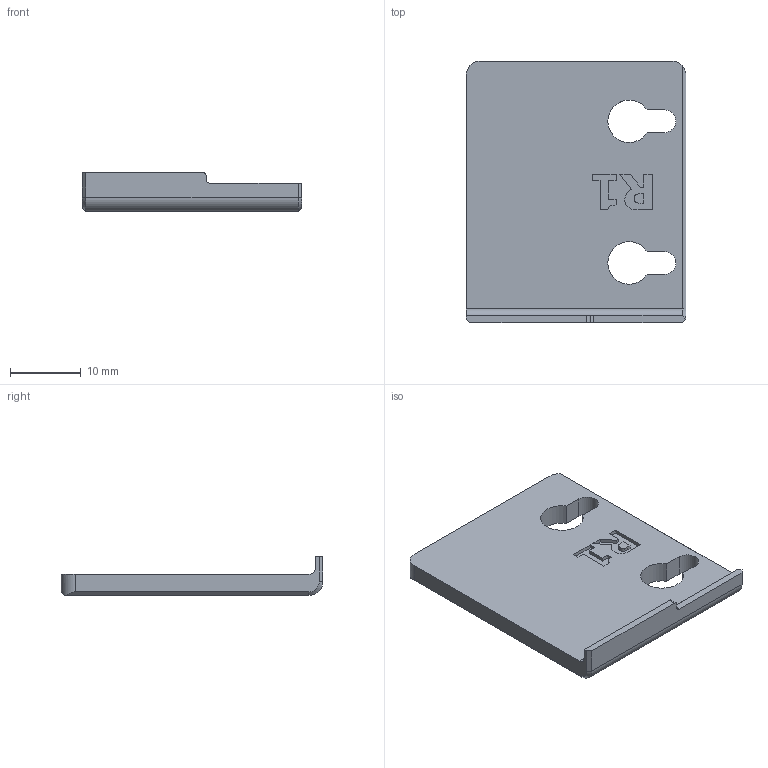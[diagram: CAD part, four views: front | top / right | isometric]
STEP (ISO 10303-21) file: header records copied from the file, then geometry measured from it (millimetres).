
FILE_DESCRIPTION(/* description */ (''),/* implementation_level */ '2;1');
FILE_NAME(/* name */ 'rear-cable-management-plug.stp',/* time_stamp */ '2023-12-19T12:58:47+01:00',/* author */ ('Dominik Tebich'),/* organization */ (''),/* preprocessor_version */ 'ST-DEVELOPER v19.2',/* originating_system */ 'Autodesk Inventor 2023',/* authorisation */ '');
FILE_SCHEMA (('AUTOMOTIVE_DESIGN { 1 0 10303 214 3 1 1 }'));
Length unit declared in the file: millimetre
Products named in the file (1): rear-cable-management-plug
Bounding box: 31 x 36.97 x 5.5 mm (x, y, z)
Volume: 3205.5 mm3; surface area: 2744.7 mm2
Topology: 1 solids, 1 shells, 66 faces, 176 edges, 115 vertices
Faces by surface type: plane 44, cylinder 10, bspline 9, cone 3
Entity records: 2152 total; most frequent: CARTESIAN_POINT 496, ORIENTED_EDGE 352, DIRECTION 299, EDGE_CURVE 176, LINE 127, VECTOR 127, VERTEX_POINT 115, AXIS2_PLACEMENT_3D 86
